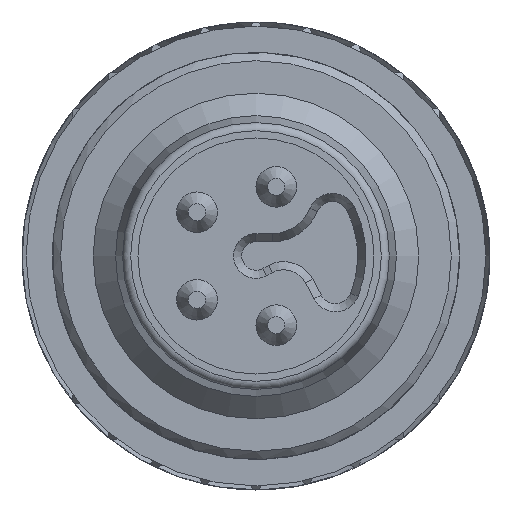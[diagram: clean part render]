
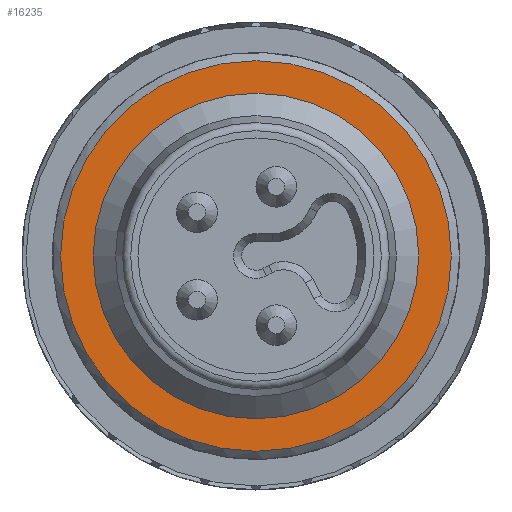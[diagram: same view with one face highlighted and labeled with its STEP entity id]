
A CAD part, front view. The second image highlights one B-rep face of the part: STEP entity #16235.
In plain terms, the highlighted planar face has unit normal (0, -1, 0).
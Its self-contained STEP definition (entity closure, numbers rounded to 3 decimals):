
#16201=CARTESIAN_POINT('',(4.8,-32.8,0.));
#16202=VERTEX_POINT('',#16201);
#16203=CARTESIAN_POINT('',(0.,-32.8,0.));
#16204=DIRECTION('',(0.,-1.,0.));
#16205=DIRECTION('',(0.829,0.,-0.559));
#16206=AXIS2_PLACEMENT_3D('',#16203,#16204,#16205);
#16207=CIRCLE('',#16206,4.8);
#16208=EDGE_CURVE('',#16202,#16202,#16207,.T.);
#16216=CARTESIAN_POINT('',(-5.28,-32.8,0.));
#16217=DIRECTION('',(0.,-1.0,0.));
#16218=DIRECTION('',(0.0,0.0,-1.0));
#16219=AXIS2_PLACEMENT_3D('',#16216,#16217,#16218);
#16220=PLANE('',#16219);
#16221=ORIENTED_EDGE('',*,*,#16208,.T.);
#16222=EDGE_LOOP('',(#16221));
#16223=FACE_OUTER_BOUND('',#16222,.T.);
#16224=CARTESIAN_POINT('',(4.,-32.8,0.));
#16225=VERTEX_POINT('',#16224);
#16226=CARTESIAN_POINT('',(0.,-32.8,0.));
#16227=DIRECTION('',(0.,1.0,0.));
#16228=DIRECTION('',(0.829,0.,0.559));
#16229=AXIS2_PLACEMENT_3D('',#16226,#16227,#16228);
#16230=CIRCLE('',#16229,4.);
#16231=EDGE_CURVE('',#16225,#16225,#16230,.T.);
#16232=ORIENTED_EDGE('',*,*,#16231,.T.);
#16233=EDGE_LOOP('',(#16232));
#16234=FACE_BOUND('',#16233,.T.);
#16235=ADVANCED_FACE('',(#16223,#16234),#16220,.T.);
